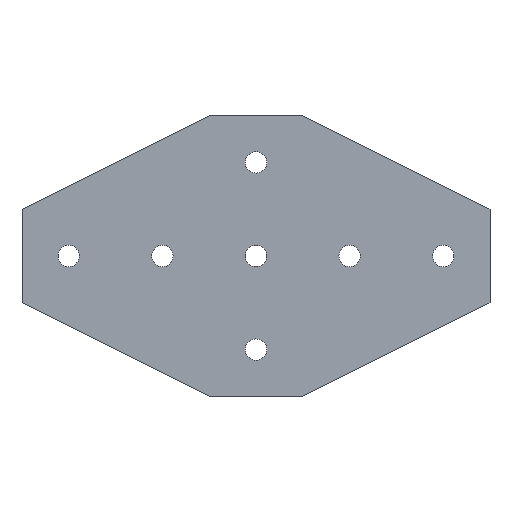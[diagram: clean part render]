
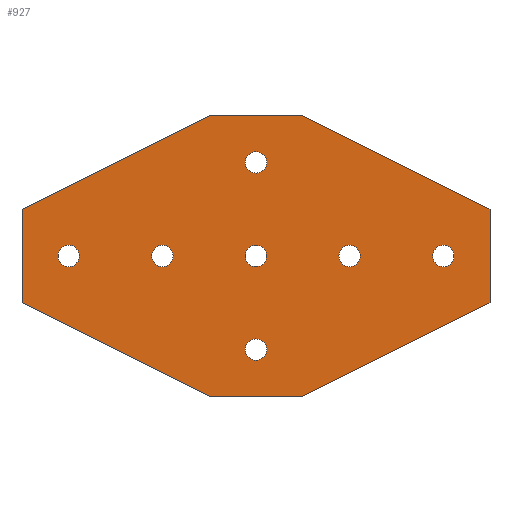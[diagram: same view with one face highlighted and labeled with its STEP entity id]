
A CAD part, top view. The second image highlights one B-rep face of the part: STEP entity #927.
In plain terms, the highlighted planar face has unit normal (0, 0, 1).
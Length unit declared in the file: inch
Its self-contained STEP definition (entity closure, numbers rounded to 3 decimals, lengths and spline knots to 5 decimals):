
#135=CARTESIAN_POINT('',(3.171,1.5,0.25));
#136=VERTEX_POINT('',#135);
#145=CARTESIAN_POINT('',(2.829,1.5,0.25));
#146=VERTEX_POINT('',#145);
#147=CARTESIAN_POINT('',(3.0,1.5,0.25));
#148=DIRECTION('',(0.0,0.0,-1.0));
#149=DIRECTION('',(1.0,0.0,0.0));
#150=AXIS2_PLACEMENT_3D('',#147,#148,#149);
#151=CIRCLE('',#150,0.171);
#152=EDGE_CURVE('',#146,#136,#151,.T.);
#177=CARTESIAN_POINT('',(-1.329,1.5,0.25));
#178=VERTEX_POINT('',#177);
#187=CARTESIAN_POINT('',(-1.671,1.5,0.25));
#188=VERTEX_POINT('',#187);
#189=CARTESIAN_POINT('',(-1.5,1.5,0.25));
#190=DIRECTION('',(0.0,0.0,-1.0));
#191=DIRECTION('',(1.0,0.0,0.0));
#192=AXIS2_PLACEMENT_3D('',#189,#190,#191);
#193=CIRCLE('',#192,0.171);
#194=EDGE_CURVE('',#188,#178,#193,.T.);
#219=CARTESIAN_POINT('',(-2.829,1.5,0.25));
#220=VERTEX_POINT('',#219);
#229=CARTESIAN_POINT('',(-3.171,1.5,0.25));
#230=VERTEX_POINT('',#229);
#231=CARTESIAN_POINT('',(-3.0,1.5,0.25));
#232=DIRECTION('',(0.0,0.0,-1.0));
#233=DIRECTION('',(1.0,0.0,0.0));
#234=AXIS2_PLACEMENT_3D('',#231,#232,#233);
#235=CIRCLE('',#234,0.171);
#236=EDGE_CURVE('',#230,#220,#235,.T.);
#261=CARTESIAN_POINT('',(0.171,0.0,0.25));
#262=VERTEX_POINT('',#261);
#271=CARTESIAN_POINT('',(-0.171,0.,0.25));
#272=VERTEX_POINT('',#271);
#273=CARTESIAN_POINT('',(0.0,0.0,0.25));
#274=DIRECTION('',(0.0,0.0,-1.0));
#275=DIRECTION('',(1.0,0.0,0.0));
#276=AXIS2_PLACEMENT_3D('',#273,#274,#275);
#277=CIRCLE('',#276,0.171);
#278=EDGE_CURVE('',#272,#262,#277,.T.);
#303=CARTESIAN_POINT('',(0.171,1.5,0.25));
#304=VERTEX_POINT('',#303);
#313=CARTESIAN_POINT('',(-0.171,1.5,0.25));
#314=VERTEX_POINT('',#313);
#315=CARTESIAN_POINT('',(0.0,1.5,0.25));
#316=DIRECTION('',(0.0,0.0,-1.0));
#317=DIRECTION('',(1.0,0.0,0.0));
#318=AXIS2_PLACEMENT_3D('',#315,#316,#317);
#319=CIRCLE('',#318,0.171);
#320=EDGE_CURVE('',#314,#304,#319,.T.);
#345=CARTESIAN_POINT('',(0.171,3.0,0.25));
#346=VERTEX_POINT('',#345);
#355=CARTESIAN_POINT('',(-0.171,3.0,0.25));
#356=VERTEX_POINT('',#355);
#357=CARTESIAN_POINT('',(0.0,3.0,0.25));
#358=DIRECTION('',(0.0,0.0,-1.0));
#359=DIRECTION('',(1.0,0.0,0.0));
#360=AXIS2_PLACEMENT_3D('',#357,#358,#359);
#361=CIRCLE('',#360,0.171);
#362=EDGE_CURVE('',#356,#346,#361,.T.);
#387=CARTESIAN_POINT('',(1.671,1.5,0.25));
#388=VERTEX_POINT('',#387);
#397=CARTESIAN_POINT('',(1.329,1.5,0.25));
#398=VERTEX_POINT('',#397);
#399=CARTESIAN_POINT('',(1.5,1.5,0.25));
#400=DIRECTION('',(0.0,0.0,-1.0));
#401=DIRECTION('',(1.0,0.0,0.0));
#402=AXIS2_PLACEMENT_3D('',#399,#400,#401);
#403=CIRCLE('',#402,0.171);
#404=EDGE_CURVE('',#398,#388,#403,.T.);
#438=CARTESIAN_POINT('',(1.5,1.5,0.25));
#439=DIRECTION('',(0.0,0.0,-1.0));
#440=DIRECTION('',(1.0,0.0,0.0));
#441=AXIS2_PLACEMENT_3D('',#438,#439,#440);
#442=CIRCLE('',#441,0.171);
#443=EDGE_CURVE('',#388,#398,#442,.T.);
#462=CARTESIAN_POINT('',(0.0,3.0,0.25));
#463=DIRECTION('',(0.0,0.0,-1.0));
#464=DIRECTION('',(1.0,0.0,0.0));
#465=AXIS2_PLACEMENT_3D('',#462,#463,#464);
#466=CIRCLE('',#465,0.171);
#467=EDGE_CURVE('',#346,#356,#466,.T.);
#486=CARTESIAN_POINT('',(0.0,1.5,0.25));
#487=DIRECTION('',(0.0,0.0,-1.0));
#488=DIRECTION('',(1.0,0.0,0.0));
#489=AXIS2_PLACEMENT_3D('',#486,#487,#488);
#490=CIRCLE('',#489,0.171);
#491=EDGE_CURVE('',#304,#314,#490,.T.);
#510=CARTESIAN_POINT('',(0.0,0.0,0.25));
#511=DIRECTION('',(0.0,0.0,-1.0));
#512=DIRECTION('',(1.0,0.0,0.0));
#513=AXIS2_PLACEMENT_3D('',#510,#511,#512);
#514=CIRCLE('',#513,0.171);
#515=EDGE_CURVE('',#262,#272,#514,.T.);
#534=CARTESIAN_POINT('',(-3.0,1.5,0.25));
#535=DIRECTION('',(0.0,0.0,-1.0));
#536=DIRECTION('',(1.0,0.0,0.0));
#537=AXIS2_PLACEMENT_3D('',#534,#535,#536);
#538=CIRCLE('',#537,0.171);
#539=EDGE_CURVE('',#220,#230,#538,.T.);
#558=CARTESIAN_POINT('',(-1.5,1.5,0.25));
#559=DIRECTION('',(0.0,0.0,-1.0));
#560=DIRECTION('',(1.0,0.0,0.0));
#561=AXIS2_PLACEMENT_3D('',#558,#559,#560);
#562=CIRCLE('',#561,0.171);
#563=EDGE_CURVE('',#178,#188,#562,.T.);
#582=CARTESIAN_POINT('',(3.0,1.5,0.25));
#583=DIRECTION('',(0.0,0.0,-1.0));
#584=DIRECTION('',(1.0,0.0,0.0));
#585=AXIS2_PLACEMENT_3D('',#582,#583,#584);
#586=CIRCLE('',#585,0.171);
#587=EDGE_CURVE('',#136,#146,#586,.T.);
#597=CARTESIAN_POINT('',(-0.75,-0.75,0.25));
#598=VERTEX_POINT('',#597);
#599=CARTESIAN_POINT('',(-3.75,0.75,0.25));
#600=VERTEX_POINT('',#599);
#601=CARTESIAN_POINT('',(-0.75,-0.75,0.25));
#602=DIRECTION('',(-0.894,0.447,0.0));
#603=VECTOR('',#602,3.3541);
#604=LINE('',#601,#603);
#605=EDGE_CURVE('',#598,#600,#604,.T.);
#637=CARTESIAN_POINT('',(-3.75,2.25,0.25));
#638=VERTEX_POINT('',#637);
#639=CARTESIAN_POINT('',(-3.75,0.75,0.25));
#640=DIRECTION('',(0.0,1.0,0.0));
#641=VECTOR('',#640,1.5);
#642=LINE('',#639,#641);
#643=EDGE_CURVE('',#600,#638,#642,.T.);
#668=CARTESIAN_POINT('',(-0.75,3.75,0.25));
#669=VERTEX_POINT('',#668);
#670=CARTESIAN_POINT('',(-3.75,2.25,0.25));
#671=DIRECTION('',(0.894,0.447,0.0));
#672=VECTOR('',#671,3.3541);
#673=LINE('',#670,#672);
#674=EDGE_CURVE('',#638,#669,#673,.T.);
#699=CARTESIAN_POINT('',(0.75,3.75,0.25));
#700=VERTEX_POINT('',#699);
#701=CARTESIAN_POINT('',(-0.75,3.75,0.25));
#702=DIRECTION('',(1.0,0.0,0.0));
#703=VECTOR('',#702,1.5);
#704=LINE('',#701,#703);
#705=EDGE_CURVE('',#669,#700,#704,.T.);
#730=CARTESIAN_POINT('',(3.75,2.25,0.25));
#731=VERTEX_POINT('',#730);
#732=CARTESIAN_POINT('',(0.75,3.75,0.25));
#733=DIRECTION('',(0.894,-0.447,0.0));
#734=VECTOR('',#733,3.3541);
#735=LINE('',#732,#734);
#736=EDGE_CURVE('',#700,#731,#735,.T.);
#761=CARTESIAN_POINT('',(3.75,0.75,0.25));
#762=VERTEX_POINT('',#761);
#763=CARTESIAN_POINT('',(3.75,2.25,0.25));
#764=DIRECTION('',(0.0,-1.0,0.0));
#765=VECTOR('',#764,1.5);
#766=LINE('',#763,#765);
#767=EDGE_CURVE('',#731,#762,#766,.T.);
#792=CARTESIAN_POINT('',(0.75,-0.75,0.25));
#793=VERTEX_POINT('',#792);
#794=CARTESIAN_POINT('',(3.75,0.75,0.25));
#795=DIRECTION('',(-0.894,-0.447,0.0));
#796=VECTOR('',#795,3.3541);
#797=LINE('',#794,#796);
#798=EDGE_CURVE('',#762,#793,#797,.T.);
#823=CARTESIAN_POINT('',(0.75,-0.75,0.25));
#824=DIRECTION('',(-1.0,0.0,0.0));
#825=VECTOR('',#824,1.5);
#826=LINE('',#823,#825);
#827=EDGE_CURVE('',#793,#598,#826,.T.);
#884=CARTESIAN_POINT('',(-0.75,-0.75,0.25));
#885=DIRECTION('',(0.0,0.0,-1.0));
#886=DIRECTION('',(-1.0,0.0,0.0));
#887=AXIS2_PLACEMENT_3D('',#884,#885,#886);
#888=PLANE('',#887);
#889=ORIENTED_EDGE('',*,*,#605,.F.);
#890=ORIENTED_EDGE('',*,*,#827,.F.);
#891=ORIENTED_EDGE('',*,*,#798,.F.);
#892=ORIENTED_EDGE('',*,*,#767,.F.);
#893=ORIENTED_EDGE('',*,*,#736,.F.);
#894=ORIENTED_EDGE('',*,*,#705,.F.);
#895=ORIENTED_EDGE('',*,*,#674,.F.);
#896=ORIENTED_EDGE('',*,*,#643,.F.);
#897=EDGE_LOOP('',(#889,#890,#891,#892,#893,#894,#895,#896));
#898=FACE_OUTER_BOUND('',#897,.T.);
#899=ORIENTED_EDGE('',*,*,#443,.T.);
#900=ORIENTED_EDGE('',*,*,#404,.T.);
#901=EDGE_LOOP('',(#899,#900));
#902=FACE_BOUND('',#901,.T.);
#903=ORIENTED_EDGE('',*,*,#467,.T.);
#904=ORIENTED_EDGE('',*,*,#362,.T.);
#905=EDGE_LOOP('',(#903,#904));
#906=FACE_BOUND('',#905,.T.);
#907=ORIENTED_EDGE('',*,*,#491,.T.);
#908=ORIENTED_EDGE('',*,*,#320,.T.);
#909=EDGE_LOOP('',(#907,#908));
#910=FACE_BOUND('',#909,.T.);
#911=ORIENTED_EDGE('',*,*,#515,.T.);
#912=ORIENTED_EDGE('',*,*,#278,.T.);
#913=EDGE_LOOP('',(#911,#912));
#914=FACE_BOUND('',#913,.T.);
#915=ORIENTED_EDGE('',*,*,#539,.T.);
#916=ORIENTED_EDGE('',*,*,#236,.T.);
#917=EDGE_LOOP('',(#915,#916));
#918=FACE_BOUND('',#917,.T.);
#919=ORIENTED_EDGE('',*,*,#563,.T.);
#920=ORIENTED_EDGE('',*,*,#194,.T.);
#921=EDGE_LOOP('',(#919,#920));
#922=FACE_BOUND('',#921,.T.);
#923=ORIENTED_EDGE('',*,*,#587,.T.);
#924=ORIENTED_EDGE('',*,*,#152,.T.);
#925=EDGE_LOOP('',(#923,#924));
#926=FACE_BOUND('',#925,.T.);
#927=ADVANCED_FACE('',(#898,#902,#906,#910,#914,#918,#922,#926),#888,.F.);
